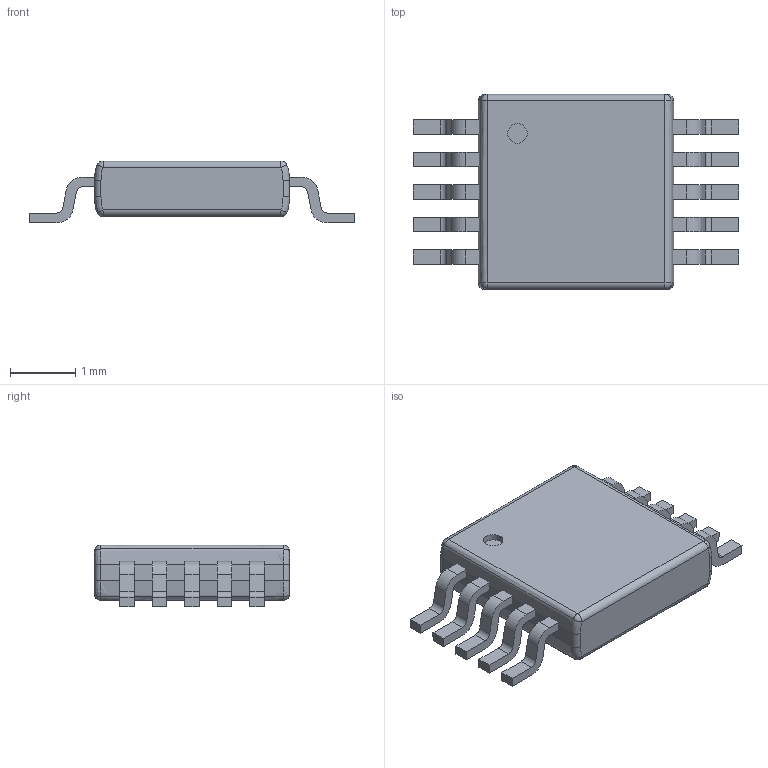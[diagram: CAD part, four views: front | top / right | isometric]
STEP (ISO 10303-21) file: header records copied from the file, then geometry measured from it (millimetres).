
FILE_DESCRIPTION (( 'STEP AP214' ), '1' );
FILE_NAME ('SW3dPS-uMAX10.STEP', '2009-08-16T09:20:02', ( 'sysAdmin' ), ( 'SolidWorks' ), 'SwSTEP 2.0', 'SolidWorks 2009', '' );
FILE_SCHEMA (( 'AUTOMOTIVE_DESIGN' ));
Length unit declared in the file: millimetre
Products named in the file (12): SW3dPS-uMAX10_Part_2291; SW3dPS-uMAX10_Part_2443; SW3dPS-uMAX10_Part_2367; SW3dPS-uMAX10_Part_1987; SW3dPS-uMAX10_Part_141; SW3dPS-uMAX10_Part_1492; SW3dPS-uMAX10; SW3dPS-uMAX10_Part_2139; SW3dPS-uMAX10_Part_2215; SW3dPS-uMAX10_Part_1911; SW3dPS-uMAX10_Part_2063; SW3dPS-uMAX10_Part_1799
Assembly tree (11 placements, depth 2):
  SW3dPS-uMAX10
    SW3dPS-uMAX10_Part_141
    SW3dPS-uMAX10_Part_2291
    SW3dPS-uMAX10_Part_1911
    SW3dPS-uMAX10_Part_1987
    SW3dPS-uMAX10_Part_1492
    SW3dPS-uMAX10_Part_2139
    SW3dPS-uMAX10_Part_2443
    SW3dPS-uMAX10_Part_1799
    SW3dPS-uMAX10_Part_2367
    SW3dPS-uMAX10_Part_2215
    SW3dPS-uMAX10_Part_2063
Bounding box: 5 x 3 x 0.95 mm (x, y, z)
Volume: 8.1 mm3; surface area: 39.8 mm2
Topology: 11 solids, 11 shells, 181 faces, 452 edges, 288 vertices
Faces by surface type: plane 107, cylinder 50, bspline 16, sphere 8
Entity records: 9716 total; most frequent: CARTESIAN_POINT 3008, ORIENTED_EDGE 892, DIRECTION 848, EDGE_CURVE 446, LINE 306, VECTOR 306, VERTEX_POINT 288, AXIS2_PLACEMENT_3D 271
